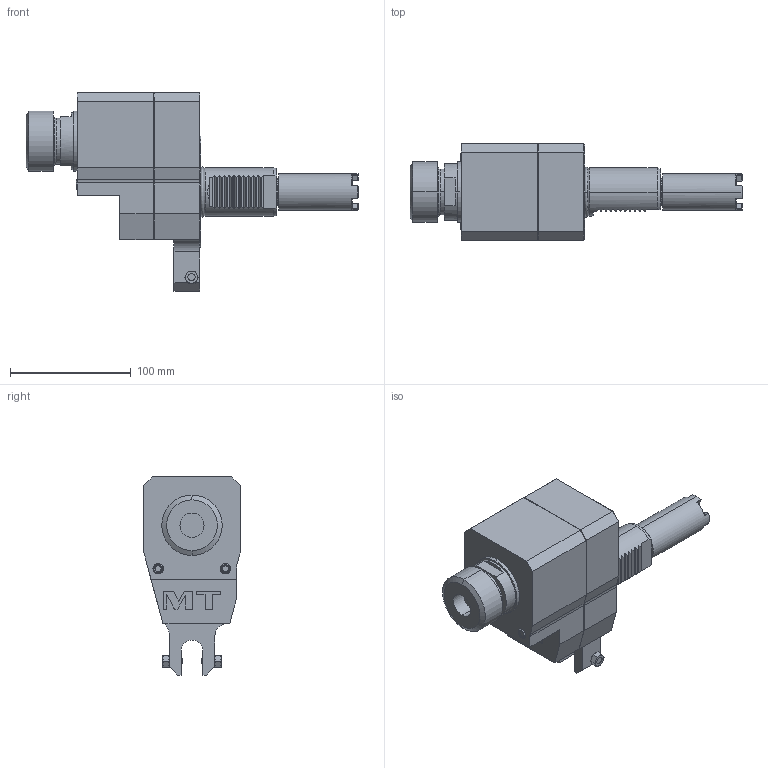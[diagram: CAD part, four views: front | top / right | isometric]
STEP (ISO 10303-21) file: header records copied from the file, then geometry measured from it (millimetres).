
FILE_DESCRIPTION((''),'2;1');
FILE_NAME('HAS0202132_CONF','2024-12-18T17:06:02',('fpalella'),('M.T. srl'),'CREO PARAMETRIC BY PTC INC, 2023352','CREO PARAMETRIC BY PTC INC, 2023352','');
FILE_SCHEMA(('CONFIG_CONTROL_DESIGN'));
Length unit declared in the file: millimetre
Products named in the file (1): HAS0202132_CONF
Bounding box: 274.71 x 80 x 164 mm (x, y, z)
Volume: 1033544.8 mm3; surface area: 87017.3 mm2
Topology: 1 solids, 1 shells, 328 faces, 830 edges, 527 vertices
Faces by surface type: plane 183, cylinder 71, cone 61, torus 9, extrusion 2, sphere 2
Entity records: 10797 total; most frequent: CARTESIAN_POINT 3093, ORIENTED_EDGE 1656, DIRECTION 1494, EDGE_CURVE 828, AXIS2_PLACEMENT_3D 533, VERTEX_POINT 527, VECTOR 428, LINE 426
